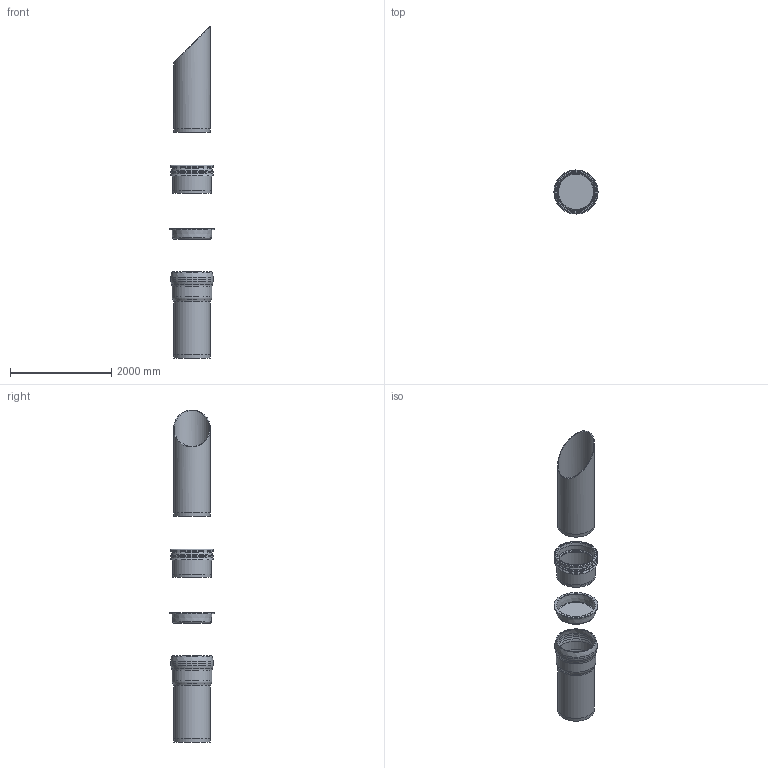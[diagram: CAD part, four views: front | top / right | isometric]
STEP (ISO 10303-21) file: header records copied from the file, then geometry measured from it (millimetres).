
FILE_DESCRIPTION(/* description */ (''),/* implementation_level */ '2;1');
FILE_NAME(/* name */ '15190.070X_3D.stp',/* time_stamp */ '2024-12-11T14:54:39+01:00',/* author */ ('CAD'),/* organization */ (''),/* preprocessor_version */ 'ST-DEVELOPER v20',/* originating_system */ 'AutoCAD Mechanical',/* authorisation */ '');
FILE_SCHEMA (('AUTOMOTIVE_DESIGN { 1 0 10303 214 3 1 1 }'));
Length unit declared in the file: centimetre
Products named in the file (2): Product; *S0
Assembly tree (1 placements, depth 2):
  Product
    *S0
Bounding box: 870 x 870 x 6550.65 mm (x, y, z)
Volume: 152910858.6 mm3; surface area: 21028513.3 mm2
Topology: 4 solids, 4 shells, 66 faces, 147 edges, 89 vertices
Faces by surface type: cone 18, torus 18, cylinder 16, plane 8, bspline 6
Full cylindrical faces by diameter (mm): 700 x1, 706 x1, 730 x2, 740 x2, 758 x1, 770 x1, 788 x1, 808 x1, 810 x2, 838 x2, 846 x1, 870 x1
Entity records: 2068 total; most frequent: CARTESIAN_POINT 461, DIRECTION 386, ORIENTED_EDGE 294, AXIS2_PLACEMENT_3D 176, EDGE_CURVE 147, CIRCLE 111, VERTEX_POINT 89, EDGE_LOOP 72
